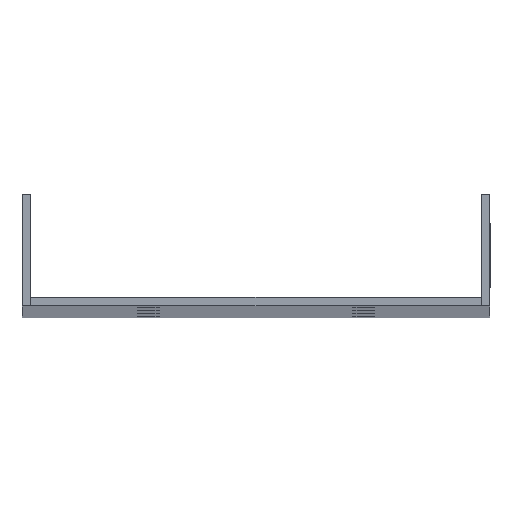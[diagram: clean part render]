
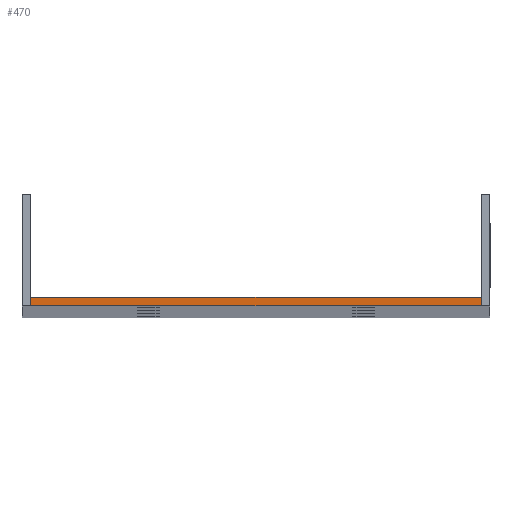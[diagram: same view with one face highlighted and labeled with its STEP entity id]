
A CAD part, top view. The second image highlights one B-rep face of the part: STEP entity #470.
In plain terms, the highlighted planar face has unit normal (0, 0, 1).
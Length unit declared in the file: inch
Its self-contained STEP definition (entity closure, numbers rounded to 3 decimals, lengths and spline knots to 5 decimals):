
#8 = VERTEX_POINT ( 'NONE', #630 ) ;
#61 = CARTESIAN_POINT ( 'NONE',  ( 0., -0.07874, 31.53543 ) ) ;
#218 = CARTESIAN_POINT ( 'NONE',  ( -2.06693, -0.07874, 31.53543 ) ) ;
#230 = CARTESIAN_POINT ( 'NONE',  ( -2.06693, -0.07874, 31.53543 ) ) ;
#293 = EDGE_CURVE ( 'NONE', #497, #859, #478, .T. ) ;
#449 = EDGE_LOOP ( 'NONE', ( #2154, #1075, #1537, #2415 ) ) ;
#470 = ADVANCED_FACE ( 'NONE', ( #1429 ), #822, .T. ) ;
#478 = LINE ( 'NONE', #61, #2437 ) ;
#497 = VERTEX_POINT ( 'NONE', #230 ) ;
#500 = DIRECTION ( 'NONE',  ( 0., -1., 0. ) ) ;
#514 = LINE ( 'NONE', #1732, #1343 ) ;
#630 = CARTESIAN_POINT ( 'NONE',  ( -2.06693, 0., 31.53543 ) ) ;
#822 = PLANE ( 'NONE',  #1499 ) ;
#859 = VERTEX_POINT ( 'NONE', #2186 ) ;
#879 = DIRECTION ( 'NONE',  ( 1., 0., 0. ) ) ;
#1027 = DIRECTION ( 'NONE',  ( 1., 0., 0. ) ) ;
#1052 = DIRECTION ( 'NONE',  ( 0., 0., 1. ) ) ;
#1075 = ORIENTED_EDGE ( 'NONE', *, *, #2559, .F. ) ;
#1343 = VECTOR ( 'NONE', #1983, 39.37008 ) ;
#1353 = EDGE_CURVE ( 'NONE', #2112, #8, #2457, .T. ) ;
#1394 = VECTOR ( 'NONE', #2069, 39.37008 ) ;
#1395 = CARTESIAN_POINT ( 'NONE',  ( -2.06693, 0., 31.53543 ) ) ;
#1429 = FACE_OUTER_BOUND ( 'NONE', #449, .T. ) ;
#1499 = AXIS2_PLACEMENT_3D ( 'NONE', #218, #1052, #1027 ) ;
#1537 = ORIENTED_EDGE ( 'NONE', *, *, #1353, .T. ) ;
#1732 = CARTESIAN_POINT ( 'NONE',  ( -2.06693, -0.07874, 31.53543 ) ) ;
#1947 = CARTESIAN_POINT ( 'NONE',  ( 2.06693, 0., 31.53543 ) ) ;
#1983 = DIRECTION ( 'NONE',  ( 0., -1., 0. ) ) ;
#2069 = DIRECTION ( 'NONE',  ( -1., 0., 0. ) ) ;
#2112 = VERTEX_POINT ( 'NONE', #1947 ) ;
#2154 = ORIENTED_EDGE ( 'NONE', *, *, #293, .T. ) ;
#2186 = CARTESIAN_POINT ( 'NONE',  ( 2.06693, -0.07874, 31.53543 ) ) ;
#2344 = LINE ( 'NONE', #2555, #2591 ) ;
#2415 = ORIENTED_EDGE ( 'NONE', *, *, #2558, .T. ) ;
#2437 = VECTOR ( 'NONE', #879, 39.37008 ) ;
#2457 = LINE ( 'NONE', #1395, #1394 ) ;
#2555 = CARTESIAN_POINT ( 'NONE',  ( 2.06693, -0.07874, 31.53543 ) ) ;
#2558 = EDGE_CURVE ( 'NONE', #8, #497, #514, .T. ) ;
#2559 = EDGE_CURVE ( 'NONE', #2112, #859, #2344, .T. ) ;
#2591 = VECTOR ( 'NONE', #500, 39.37008 ) ;
